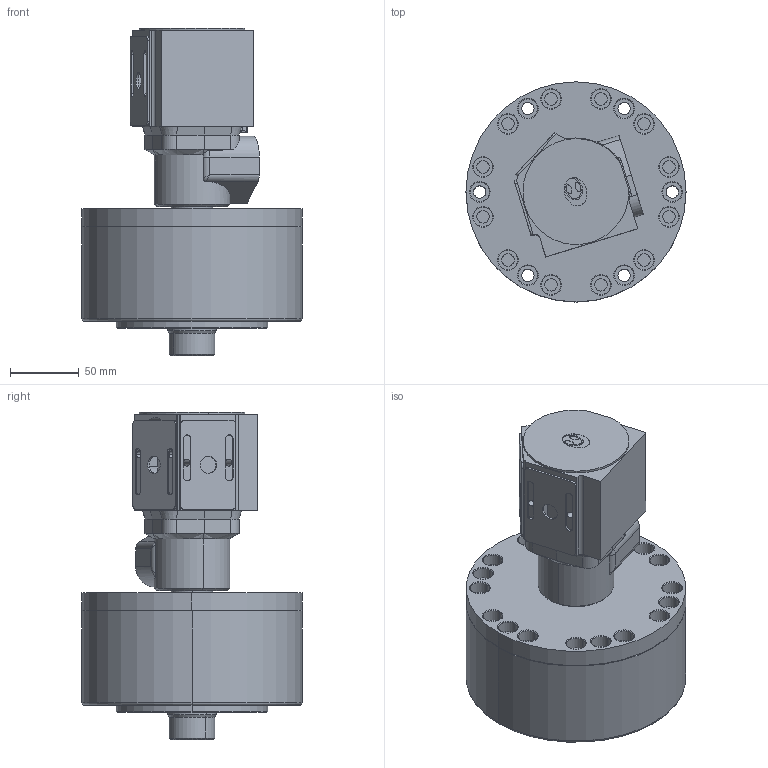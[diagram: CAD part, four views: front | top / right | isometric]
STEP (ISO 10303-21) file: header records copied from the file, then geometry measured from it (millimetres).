
FILE_DESCRIPTION (( 'STEP AP203' ), '1' );
FILE_NAME ('RS-125N外觀參考.STEP', '2017-04-17T08:10:03', ( 'temp' ), ( '' ), 'SwSTEP 2.0', 'SolidWorks 2016', '' );
FILE_SCHEMA (( 'CONFIG_CONTROL_DESIGN' ));
Length unit declared in the file: millimetre
Products named in the file (8): RS-125N閥軸; RS-125活塞; RK-125缸體; RK-100閥體(小); RS-100行控盒; RS-100感應器定位板; RS-100蓋板; RS-125N外觀參考
Assembly tree (8 placements, depth 2):
  RS-125N外觀參考
    RS-125N閥軸
    RS-125活塞
    RK-125缸體
    RK-100閥體(小)
    RS-100行控盒
    RS-100感應器定位板  x2
    RS-100蓋板
Bounding box: 160 x 160 x 238.1 mm (x, y, z)
Volume: 1867815.8 mm3; surface area: 294070.5 mm2
Topology: 8 solids, 8 shells, 458 faces, 1086 edges, 667 vertices
Faces by surface type: cylinder 212, plane 127, cone 88, bspline 21, torus 8, sphere 2
Entity records: 14214 total; most frequent: CARTESIAN_POINT 3184, DIRECTION 2264, ORIENTED_EDGE 1986, EDGE_CURVE 993, AXIS2_PLACEMENT_3D 903, VERTEX_POINT 627, EDGE_LOOP 550, CIRCLE 477
